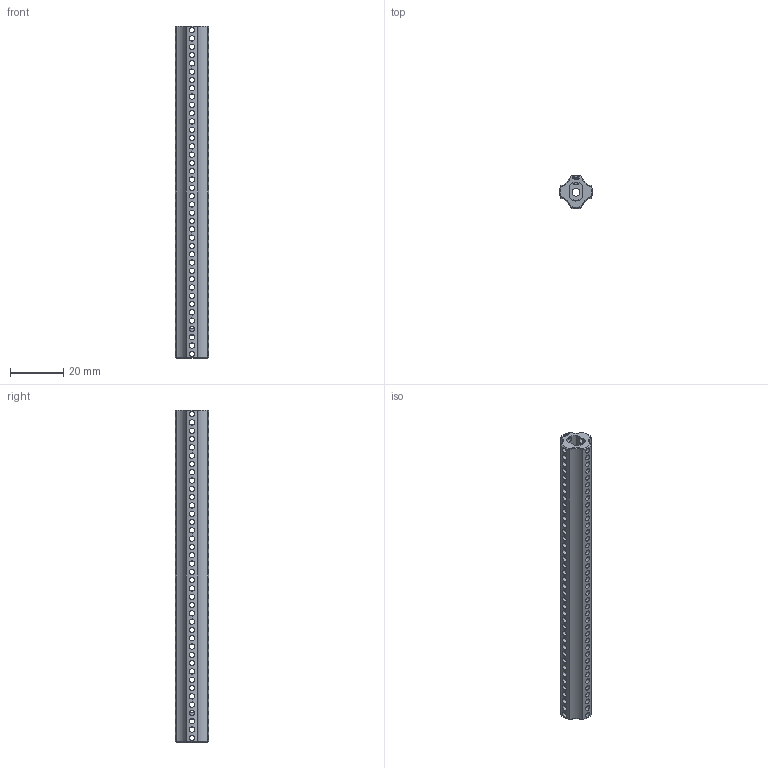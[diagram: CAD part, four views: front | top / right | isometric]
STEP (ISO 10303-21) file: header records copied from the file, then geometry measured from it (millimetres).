
FILE_DESCRIPTION(('FreeCAD Model'),'2;1');
FILE_NAME('Open CASCADE Shape Model','2024-06-16T01:06:56',(''),(''), 'Open CASCADE STEP processor 7.6','FreeCAD','Unknown');
FILE_SCHEMA(('AUTOMOTIVE_DESIGN { 1 0 10303 214 1 1 1 1 }'));
Length unit declared in the file: millimetre
Products named in the file (1): Power-Transmission Hub PLN IDX FXD TTMotor BU10.00 - SPN-PTH-0239 
(stemfie.org)
Bounding box: 12.5 x 12.5 x 125 mm (x, y, z)
Volume: 7599.8 mm3; surface area: 9957 mm2
Topology: 1 solids, 1 shells, 697 faces, 2087 edges, 1412 vertices
Faces by surface type: plane 318, cylinder 181, extrusion 176, cone 22
Full cylindrical faces by diameter (mm): 2 x160, 3 x1
Entity records: 36925 total; most frequent: CARTESIAN_POINT 18648, ORIENTED_EDGE 4174, DIRECTION 2767, EDGE_CURVE 2087, VERTEX_POINT 1412, VECTOR 1385, LINE 1209, FACE_BOUND 1039
